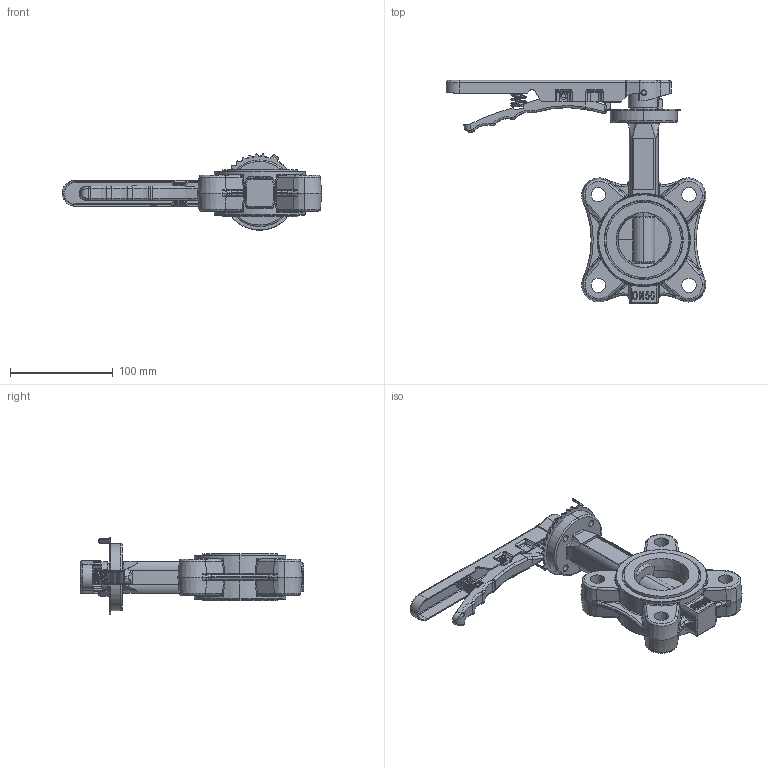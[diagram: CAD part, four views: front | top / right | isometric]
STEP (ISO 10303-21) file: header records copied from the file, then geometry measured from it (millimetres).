
FILE_DESCRIPTION (( 'STEP AP203' ), '1' );
FILE_NAME ('L9.000050L16C.STEP', '2023-03-09T07:53:01', ( '' ), ( '' ), 'SwSTEP 2.0', 'SolidWorks 2017', '' );
FILE_SCHEMA (( 'CONFIG_CONTROL_DESIGN' ));
Products named in the file (1): L9.000050L16C
Bounding box: 252.99 x 217.5 x 74.23 mm (x, y, z)
Volume: 488849.6 mm3; surface area: 113241.2 mm2
Topology: 2 solids, 3 shells, 1427 faces, 3582 edges, 2148 vertices
Faces by surface type: cylinder 394, plane 386, bspline 279, torus 250, cone 82, sphere 36
Entity records: 56407 total; most frequent: CARTESIAN_POINT 24327, ORIENTED_EDGE 7036, DIRECTION 6325, EDGE_CURVE 3518, AXIS2_PLACEMENT_3D 2443, VERTEX_POINT 2146, EDGE_LOOP 1498, LINE 1439
